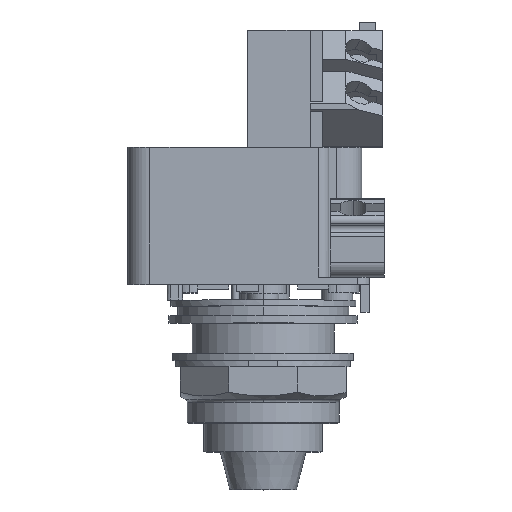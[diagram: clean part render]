
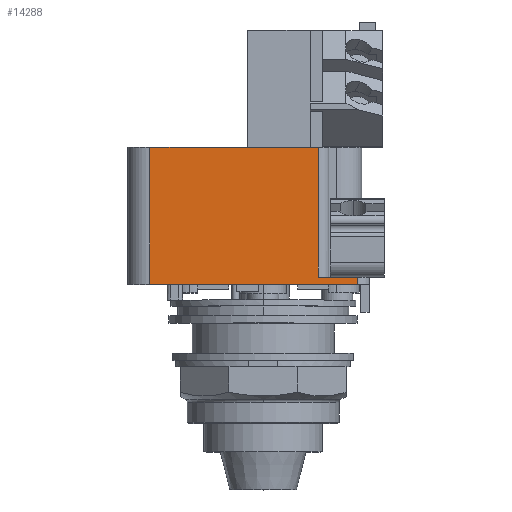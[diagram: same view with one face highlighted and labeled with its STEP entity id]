
A CAD part, top view. The second image highlights one B-rep face of the part: STEP entity #14288.
In plain terms, the highlighted planar face has unit normal (0, 0, 1).
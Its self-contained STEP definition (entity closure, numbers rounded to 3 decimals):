
#12912=CARTESIAN_POINT('POINT2990',(11.582,43.36,20.32))
   ;
#12913=VERTEX_POINT('VERTEX2990',#12912);
#12916=CARTESIAN_POINT('POINT2991',(11.582,16.03,20.32
   ));
#12917=VERTEX_POINT('VERTEX2991',#12916);
#12918=CARTESIAN_POINT('POS4793',(11.582,16.03,20.32))
   ;
#12919=DIRECTION('DIR6710',(0.,1.,
   0.));
#12920=VECTOR('VEC2876',#12919,25.4);
#12921=LINE('STRAIGHT2876',#12918,#12920);
#12922=EDGE_CURVE('EDGE4572',#12917,#12913,#12921,.T.);
#12943=CARTESIAN_POINT('POINT2992',(19.812,16.03,20.32)
   );
#12944=VERTEX_POINT('VERTEX2992',#12943);
#12945=CARTESIAN_POINT('POS4796',(-23.851,16.03,20.32)
   );
#12946=DIRECTION('DIR6715',(-1.,0.,
   0.));
#12947=VECTOR('VEC2877',#12946,25.4);
#12948=LINE('STRAIGHT2877',#12945,#12947);
#12949=EDGE_CURVE('EDGE4574',#12944,#12917,#12948,.T.);
#13817=CARTESIAN_POINT('POINT3063',(-23.851,43.36,20.32)
   );
#13818=VERTEX_POINT('VERTEX3063',#13817);
#13826=CARTESIAN_POINT('POS4893',(-23.851,43.36,20.32));
#13827=DIRECTION('DIR6839',(-1.,0.,
   0.));
#13828=VECTOR('VEC2947',#13827,25.4);
#13829=LINE('STRAIGHT2947',#13826,#13828);
#13830=EDGE_CURVE('EDGE4670',#12913,#13818,#13829,.T.);
#14240=CARTESIAN_POINT('POINT3088',(-23.851,14.506,
   20.32));
#14241=VERTEX_POINT('VERTEX3088',#14240);
#14249=CARTESIAN_POINT('POS4936',(-23.851,16.03,20.32)
   );
#14250=DIRECTION('DIR6903',(0.,1.,
   0.));
#14251=VECTOR('VEC2969',#14250,25.4);
#14252=LINE('STRAIGHT2969',#14249,#14251);
#14253=EDGE_CURVE('EDGE4712',#14241,#13818,#14252,.T.);
#14263=ORIENTED_EDGE('COEDGE9337',*,*,#13830,.T.);
#14264=ORIENTED_EDGE('COEDGE9338',*,*,#14253,.F.);
#14265=CARTESIAN_POINT('POINT3089',(19.812,14.506,20.32)
   );
#14266=VERTEX_POINT('VERTEX3089',#14265);
#14267=CARTESIAN_POINT('POS4938',(-23.851,14.506,20.32)
   );
#14268=DIRECTION('DIR6906',(1.,0.,
   0.));
#14269=VECTOR('VEC2970',#14268,25.4);
#14270=LINE('STRAIGHT2970',#14267,#14269);
#14271=EDGE_CURVE('EDGE4713',#14241,#14266,#14270,.T.);
#14272=ORIENTED_EDGE('COEDGE9339',*,*,#14271,.T.);
#14273=CARTESIAN_POINT('POS4939',(19.812,14.506,20.32));
#14274=DIRECTION('DIR6907',(0.,1.,
   0.));
#14275=VECTOR('VEC2971',#14274,25.4);
#14276=LINE('STRAIGHT2971',#14273,#14275);
#14277=EDGE_CURVE('EDGE4714',#14266,#12944,#14276,.T.);
#14278=ORIENTED_EDGE('COEDGE9340',*,*,#14277,.T.);
#14279=ORIENTED_EDGE('COEDGE9341',*,*,#12949,.T.);
#14280=ORIENTED_EDGE('COEDGE9342',*,*,#12922,.T.);
#14281=EDGE_LOOP('NONE',(#14263,#14264,#14272,#14278,#14279,#14280));
#14282=FACE_BOUND('LOOP1',#14281,.T.);
#14283=CARTESIAN_POINT('POS4940',(11.582,16.03,20.32))
   ;
#14284=DIRECTION('DIR6908',(0.,
   0.,1.));
#14285=DIRECTION('DIR6909',(1.,0.,
   0.));
#14286=AXIS2_PLACEMENT_3D('AXIS1969',#14283,#14284,#14285);
#14287=PLANE('PLANE869',#14286);
#14288=ADVANCED_FACE('FACE1664',(#14282),#14287,.T.);
